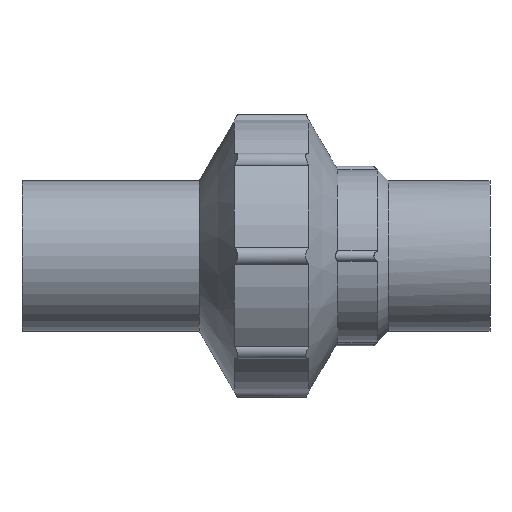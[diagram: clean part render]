
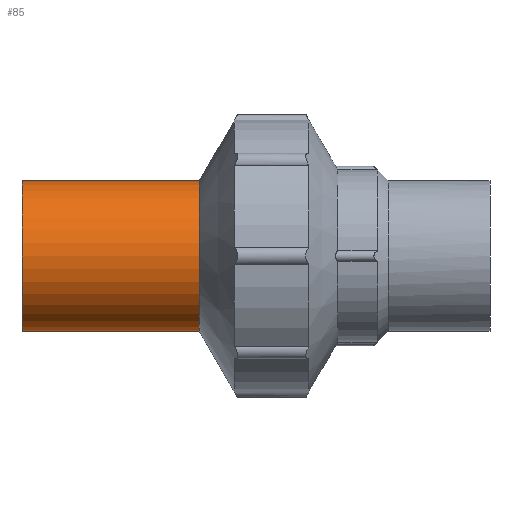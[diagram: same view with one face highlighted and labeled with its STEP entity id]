
A CAD part, front view. The second image highlights one B-rep face of the part: STEP entity #85.
In plain terms, the highlighted cylindrical face has radius 20 mm (diameter 40 mm), a full revolution.
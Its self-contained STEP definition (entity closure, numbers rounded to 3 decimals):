
#85 = ADVANCED_FACE( '', ( #133, #134 ), #135, .T. );
#133 = FACE_OUTER_BOUND( '', #205, .T. );
#134 = FACE_OUTER_BOUND( '', #206, .T. );
#135 = CYLINDRICAL_SURFACE( '', #207, 20. );
#205 = EDGE_LOOP( '', ( #319 ) );
#206 = EDGE_LOOP( '', ( #320 ) );
#207 = AXIS2_PLACEMENT_3D( '', #321, #322, #323 );
#319 = ORIENTED_EDGE( '', *, *, #535, .T. );
#320 = ORIENTED_EDGE( '', *, *, #536, .F. );
#321 = CARTESIAN_POINT( '', ( 124., 0., 0. ) );
#322 = DIRECTION( '', ( -1., 0., 0. ) );
#323 = DIRECTION( '', ( 0., 0., -1. ) );
#535 = EDGE_CURVE( '', #643, #643, #644, .T. );
#536 = EDGE_CURVE( '', #645, #645, #646, .T. );
#643 = VERTEX_POINT( '', #1045 );
#644 = CIRCLE( '', #1046, 20. );
#645 = VERTEX_POINT( '', #1047 );
#646 = CIRCLE( '', #1048, 20. );
#1045 = CARTESIAN_POINT( '', ( 0., 0., -20. ) );
#1046 = AXIS2_PLACEMENT_3D( '', #1437, #1438, #1439 );
#1047 = CARTESIAN_POINT( '', ( 47., 0., -20. ) );
#1048 = AXIS2_PLACEMENT_3D( '', #1440, #1441, #1442 );
#1437 = CARTESIAN_POINT( '', ( 0., 0., 0. ) );
#1438 = DIRECTION( '', ( 1., 0., 0. ) );
#1439 = DIRECTION( '', ( 0., 0., -1. ) );
#1440 = CARTESIAN_POINT( '', ( 47., 0., 0. ) );
#1441 = DIRECTION( '', ( 1., 0., 0. ) );
#1442 = DIRECTION( '', ( 0., 0., -1. ) );
